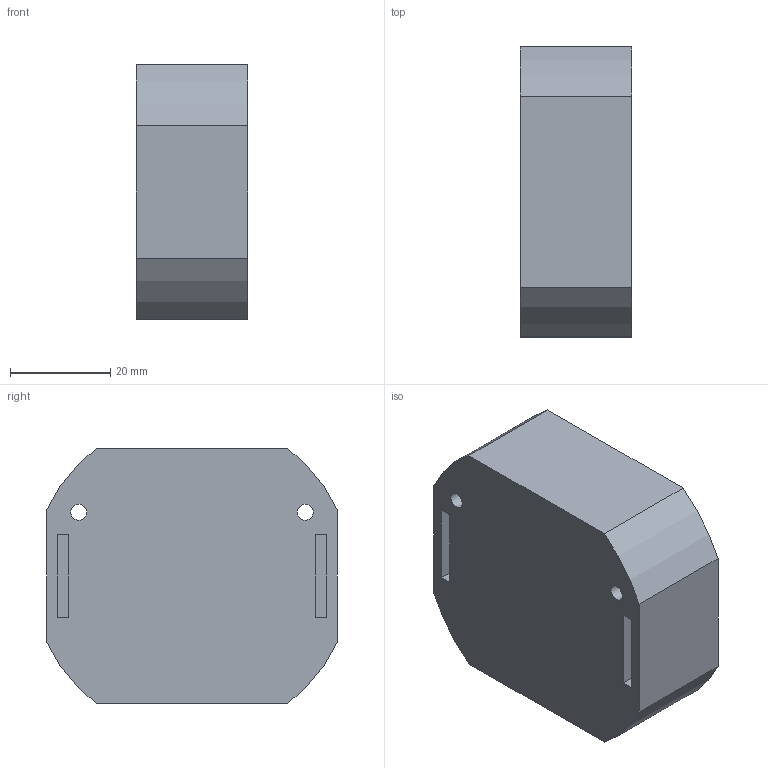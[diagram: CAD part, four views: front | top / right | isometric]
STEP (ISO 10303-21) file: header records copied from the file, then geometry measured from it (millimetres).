
FILE_DESCRIPTION(/* description */ ('','CAx-IF Rec.Pracs.---Representation and Presentation of Product Manufacturing Information (PMI)---3.8---2014-02-18'),/* implementation_level */ '2;1');
FILE_NAME(/* name */ 'bonnie bottom final for 3d.stp',/* time_stamp */ '2016-07-29T19:04:35-04:00',/* author */ ('Tony'),/* organization */ (''),/* preprocessor_version */ 'ST-DEVELOPER v16.5',/* originating_system */ 'Autodesk Inventor 2017',/* authorisation */ '');
FILE_SCHEMA (('AP242_MANAGED_MODEL_BASED_3D_ENGINEERING_MIM_LF { 1 0 10303 442 1 1 4 }'));
Length unit declared in the file: inch
Products named in the file (1): bonnie bottom final for 3d
Bounding box: 22.23 x 57.78 x 50.8 mm (x, y, z)
Volume: 59903.6 mm3; surface area: 10585.1 mm2
Topology: 1 solids, 1 shells, 26 faces, 62 edges, 42 vertices
Faces by surface type: plane 18, cylinder 8
Full cylindrical faces by diameter (mm): 3.175 x2, 5.588 x1, 8.636 x1
Entity records: 767 total; most frequent: DIRECTION 126, CARTESIAN_POINT 123, ORIENTED_EDGE 112, EDGE_CURVE 56, AXIS2_PLACEMENT_3D 43, LINE 40, VECTOR 40, VERTEX_POINT 40
